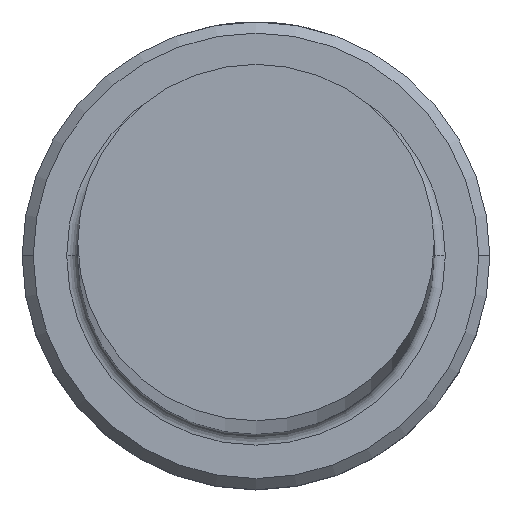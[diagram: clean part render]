
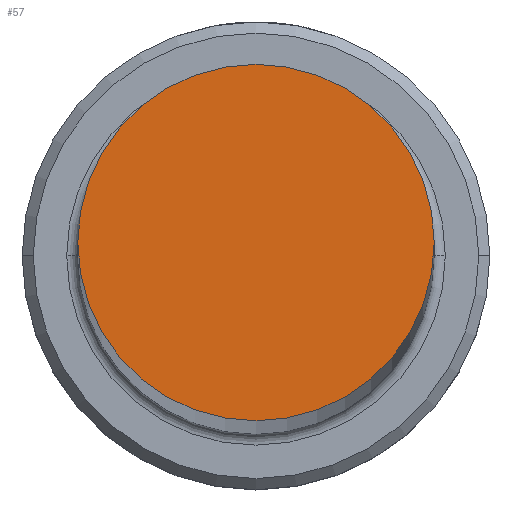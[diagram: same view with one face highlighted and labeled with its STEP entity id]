
A CAD part, top view. The second image highlights one B-rep face of the part: STEP entity #57.
In plain terms, the highlighted planar face has unit normal (0, 0, 1).
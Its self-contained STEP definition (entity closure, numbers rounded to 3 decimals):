
#33 = VERTEX_POINT ( 'NONE', #263 ) ;
#47 = DIRECTION ( 'NONE',  ( 0., 0., 1. ) ) ;
#57 = ADVANCED_FACE ( 'NONE', ( #250 ), #1194, .T. ) ;
#97 = ORIENTED_EDGE ( 'NONE', *, *, #476, .T. ) ;
#115 = CIRCLE ( 'NONE', #956, 8. ) ;
#250 = FACE_OUTER_BOUND ( 'NONE', #1022, .T. ) ;
#263 = CARTESIAN_POINT ( 'NONE',  ( -8., 0., 350. ) ) ;
#267 = CARTESIAN_POINT ( 'NONE',  ( 0., 0., 350. ) ) ;
#348 = DIRECTION ( 'NONE',  ( 0., 0., 1. ) ) ;
#476 = EDGE_CURVE ( 'NONE', #33, #665, #115, .T. ) ;
#563 = CIRCLE ( 'NONE', #937, 8. ) ;
#596 = CARTESIAN_POINT ( 'NONE',  ( 0., 0., 350. ) ) ;
#665 = VERTEX_POINT ( 'NONE', #1127 ) ;
#685 = DIRECTION ( 'NONE',  ( 1., 0., 0. ) ) ;
#787 = EDGE_CURVE ( 'NONE', #665, #33, #563, .T. ) ;
#905 = CARTESIAN_POINT ( 'NONE',  ( 0., 0., 350. ) ) ;
#937 = AXIS2_PLACEMENT_3D ( 'NONE', #596, #47, #685 ) ;
#956 = AXIS2_PLACEMENT_3D ( 'NONE', #905, #348, #1004 ) ;
#999 = ORIENTED_EDGE ( 'NONE', *, *, #787, .T. ) ;
#1004 = DIRECTION ( 'NONE',  ( 1., 0., 0. ) ) ;
#1022 = EDGE_LOOP ( 'NONE', ( #97, #999 ) ) ;
#1024 = AXIS2_PLACEMENT_3D ( 'NONE', #267, #1190, #1178 ) ;
#1127 = CARTESIAN_POINT ( 'NONE',  ( 8., 0., 350. ) ) ;
#1178 = DIRECTION ( 'NONE',  ( 1., 0., 0. ) ) ;
#1190 = DIRECTION ( 'NONE',  ( 0., 0., 1. ) ) ;
#1194 = PLANE ( 'NONE',  #1024 ) ;
